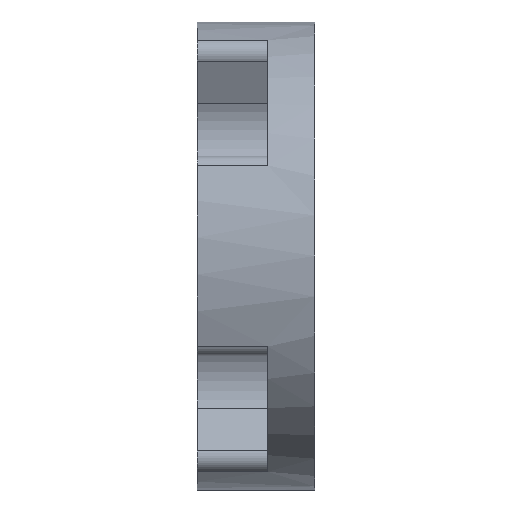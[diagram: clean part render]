
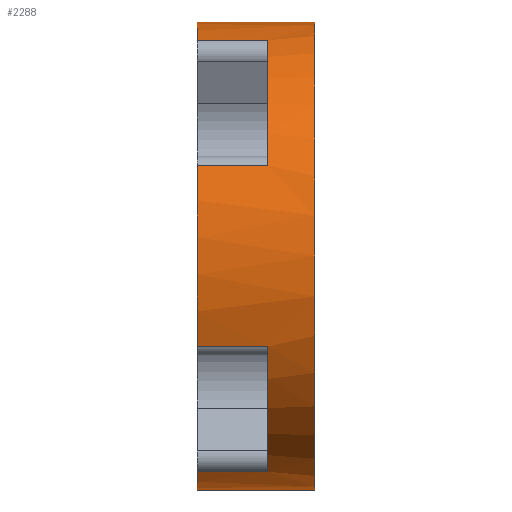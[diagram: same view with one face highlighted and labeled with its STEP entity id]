
A CAD part, left-side view. The second image highlights one B-rep face of the part: STEP entity #2288.
In plain terms, the highlighted cylindrical face has radius 12.696 mm (diameter 25.392 mm), a partial arc.
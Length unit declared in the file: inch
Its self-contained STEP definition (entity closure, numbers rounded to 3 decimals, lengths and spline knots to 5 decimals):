
#33 = CIRCLE ( 'NONE', #4316, 0.49985 ) ;
#126 = VERTEX_POINT ( 'NONE', #7329 ) ;
#545 = CARTESIAN_POINT ( 'NONE',  ( 0., 0.25, 0.49985 ) ) ;
#669 = CARTESIAN_POINT ( 'NONE',  ( 0., 0.25, 0. ) ) ;
#710 = AXIS2_PLACEMENT_3D ( 'NONE', #3309, #4272, #5303 ) ;
#966 = CARTESIAN_POINT ( 'NONE',  ( -0.46086, 0.25, 0.19354 ) ) ;
#967 = VERTEX_POINT ( 'NONE', #6229 ) ;
#1252 = DIRECTION ( 'NONE',  ( 1., 0., 0. ) ) ;
#1289 = CARTESIAN_POINT ( 'NONE',  ( -0.46086, 0.1, -0.19354 ) ) ;
#1327 = EDGE_CURVE ( 'NONE', #4344, #10692, #7199, .T. ) ;
#1450 = ORIENTED_EDGE ( 'NONE', *, *, #2594, .T. ) ;
#1541 = ORIENTED_EDGE ( 'NONE', *, *, #5099, .T. ) ;
#1779 = DIRECTION ( 'NONE',  ( 0., 0., 1. ) ) ;
#1796 = ORIENTED_EDGE ( 'NONE', *, *, #5991, .F. ) ;
#1850 = VECTOR ( 'NONE', #6789, 39.37008 ) ;
#1961 = VERTEX_POINT ( 'NONE', #9753 ) ;
#1987 = FACE_OUTER_BOUND ( 'NONE', #2835, .T. ) ;
#2043 = EDGE_CURVE ( 'NONE', #3928, #4693, #2609, .T. ) ;
#2051 = EDGE_CURVE ( 'NONE', #6886, #4693, #7299, .T. ) ;
#2119 = LINE ( 'NONE', #4056, #5657 ) ;
#2154 = CARTESIAN_POINT ( 'NONE',  ( -0.19354, 0.1, -0.46086 ) ) ;
#2192 = VERTEX_POINT ( 'NONE', #11039 ) ;
#2288 = ADVANCED_FACE ( 'NONE', ( #1987 ), #5247, .T. ) ;
#2317 = ORIENTED_EDGE ( 'NONE', *, *, #10444, .T. ) ;
#2369 = CARTESIAN_POINT ( 'NONE',  ( 0., 0.1, 0. ) ) ;
#2594 = EDGE_CURVE ( 'NONE', #4344, #1961, #5556, .T. ) ;
#2609 = LINE ( 'NONE', #10003, #4520 ) ;
#2708 = DIRECTION ( 'NONE',  ( 0., -1., 0. ) ) ;
#2835 = EDGE_LOOP ( 'NONE', ( #3934, #1796, #6162, #3489, #6066, #8748, #1541, #4760, #1450, #10545, #2317, #8132 ) ) ;
#3123 = AXIS2_PLACEMENT_3D ( 'NONE', #669, #11777, #5455 ) ;
#3309 = CARTESIAN_POINT ( 'NONE',  ( 0., 0.25, 0. ) ) ;
#3489 = ORIENTED_EDGE ( 'NONE', *, *, #9462, .F. ) ;
#3687 = DIRECTION ( 'NONE',  ( 0., 0., -1. ) ) ;
#3764 = EDGE_CURVE ( 'NONE', #11883, #8250, #11056, .T. ) ;
#3847 = VERTEX_POINT ( 'NONE', #4074 ) ;
#3928 = VERTEX_POINT ( 'NONE', #545 ) ;
#3934 = ORIENTED_EDGE ( 'NONE', *, *, #2043, .F. ) ;
#4009 = CIRCLE ( 'NONE', #3123, 0.49985 ) ;
#4054 = DIRECTION ( 'NONE',  ( 0., 1., 0. ) ) ;
#4056 = CARTESIAN_POINT ( 'NONE',  ( -0.46086, 0.25, -0.19354 ) ) ;
#4074 = CARTESIAN_POINT ( 'NONE',  ( -0.19354, 0.1, 0.46086 ) ) ;
#4094 = CARTESIAN_POINT ( 'NONE',  ( 0., 0.1, 0. ) ) ;
#4272 = DIRECTION ( 'NONE',  ( 0., 1., 0. ) ) ;
#4316 = AXIS2_PLACEMENT_3D ( 'NONE', #4094, #4953, #11446 ) ;
#4344 = VERTEX_POINT ( 'NONE', #2154 ) ;
#4520 = VECTOR ( 'NONE', #6181, 39.37008 ) ;
#4693 = VERTEX_POINT ( 'NONE', #9324 ) ;
#4759 = DIRECTION ( 'NONE',  ( 0., -1., 0. ) ) ;
#4760 = ORIENTED_EDGE ( 'NONE', *, *, #1327, .F. ) ;
#4947 = AXIS2_PLACEMENT_3D ( 'NONE', #2369, #4054, #1252 ) ;
#4953 = DIRECTION ( 'NONE',  ( 0., 1., 0. ) ) ;
#5099 = EDGE_CURVE ( 'NONE', #967, #10692, #2119, .T. ) ;
#5132 = LINE ( 'NONE', #6379, #6880 ) ;
#5247 = CYLINDRICAL_SURFACE ( 'NONE', #7953, 0.49985 ) ;
#5261 = DIRECTION ( 'NONE',  ( 0., 1., 0. ) ) ;
#5303 = DIRECTION ( 'NONE',  ( 0., 0., 1. ) ) ;
#5455 = DIRECTION ( 'NONE',  ( 0., 0., 1. ) ) ;
#5468 = EDGE_CURVE ( 'NONE', #2192, #3847, #5645, .T. ) ;
#5556 = LINE ( 'NONE', #7531, #1850 ) ;
#5645 = LINE ( 'NONE', #8330, #10030 ) ;
#5657 = VECTOR ( 'NONE', #6882, 39.37008 ) ;
#5821 = CIRCLE ( 'NONE', #710, 0.49985 ) ;
#5991 = EDGE_CURVE ( 'NONE', #2192, #3928, #5821, .T. ) ;
#6066 = ORIENTED_EDGE ( 'NONE', *, *, #3764, .T. ) ;
#6162 = ORIENTED_EDGE ( 'NONE', *, *, #5468, .T. ) ;
#6181 = DIRECTION ( 'NONE',  ( 0., -1., 0. ) ) ;
#6229 = CARTESIAN_POINT ( 'NONE',  ( -0.46086, 0.25, -0.19354 ) ) ;
#6379 = CARTESIAN_POINT ( 'NONE',  ( 0., 0.25, -0.49985 ) ) ;
#6522 = EDGE_CURVE ( 'NONE', #126, #1961, #7545, .T. ) ;
#6563 = CARTESIAN_POINT ( 'NONE',  ( -0.46086, 0.1, 0.19354 ) ) ;
#6789 = DIRECTION ( 'NONE',  ( 0., 1., 0. ) ) ;
#6880 = VECTOR ( 'NONE', #11085, 39.37008 ) ;
#6882 = DIRECTION ( 'NONE',  ( 0., -1., 0. ) ) ;
#6886 = VERTEX_POINT ( 'NONE', #6929 ) ;
#6929 = CARTESIAN_POINT ( 'NONE',  ( 0., 0., -0.49985 ) ) ;
#7199 = CIRCLE ( 'NONE', #4947, 0.49985 ) ;
#7299 = CIRCLE ( 'NONE', #10731, 0.49985 ) ;
#7329 = CARTESIAN_POINT ( 'NONE',  ( 0., 0.25, -0.49985 ) ) ;
#7531 = CARTESIAN_POINT ( 'NONE',  ( -0.19354, 0.25, -0.46086 ) ) ;
#7545 = CIRCLE ( 'NONE', #7860, 0.49985 ) ;
#7584 = DIRECTION ( 'NONE',  ( 0., 1., 0. ) ) ;
#7612 = EDGE_CURVE ( 'NONE', #967, #8250, #4009, .T. ) ;
#7689 = CARTESIAN_POINT ( 'NONE',  ( -0.46086, 0.25, 0.19354 ) ) ;
#7860 = AXIS2_PLACEMENT_3D ( 'NONE', #9280, #9316, #1779 ) ;
#7953 = AXIS2_PLACEMENT_3D ( 'NONE', #8376, #4759, #3687 ) ;
#8132 = ORIENTED_EDGE ( 'NONE', *, *, #2051, .T. ) ;
#8250 = VERTEX_POINT ( 'NONE', #7689 ) ;
#8330 = CARTESIAN_POINT ( 'NONE',  ( -0.19354, 0.25, 0.46086 ) ) ;
#8376 = CARTESIAN_POINT ( 'NONE',  ( 0., 0.25, 0. ) ) ;
#8748 = ORIENTED_EDGE ( 'NONE', *, *, #7612, .F. ) ;
#9018 = VECTOR ( 'NONE', #7584, 39.37008 ) ;
#9280 = CARTESIAN_POINT ( 'NONE',  ( 0., 0.25, 0. ) ) ;
#9316 = DIRECTION ( 'NONE',  ( 0., 1., 0. ) ) ;
#9324 = CARTESIAN_POINT ( 'NONE',  ( 0., 0., 0.49985 ) ) ;
#9462 = EDGE_CURVE ( 'NONE', #11883, #3847, #33, .T. ) ;
#9753 = CARTESIAN_POINT ( 'NONE',  ( -0.19354, 0.25, -0.46086 ) ) ;
#10003 = CARTESIAN_POINT ( 'NONE',  ( 0., 0.25, 0.49985 ) ) ;
#10030 = VECTOR ( 'NONE', #2708, 39.37008 ) ;
#10444 = EDGE_CURVE ( 'NONE', #126, #6886, #5132, .T. ) ;
#10545 = ORIENTED_EDGE ( 'NONE', *, *, #6522, .F. ) ;
#10692 = VERTEX_POINT ( 'NONE', #1289 ) ;
#10731 = AXIS2_PLACEMENT_3D ( 'NONE', #10831, #5261, #11764 ) ;
#10831 = CARTESIAN_POINT ( 'NONE',  ( 0., 0., 0. ) ) ;
#11039 = CARTESIAN_POINT ( 'NONE',  ( -0.19354, 0.25, 0.46086 ) ) ;
#11056 = LINE ( 'NONE', #966, #9018 ) ;
#11085 = DIRECTION ( 'NONE',  ( 0., -1., 0. ) ) ;
#11446 = DIRECTION ( 'NONE',  ( 0., 0., -1. ) ) ;
#11764 = DIRECTION ( 'NONE',  ( 0., 0., 1. ) ) ;
#11777 = DIRECTION ( 'NONE',  ( 0., 1., 0. ) ) ;
#11883 = VERTEX_POINT ( 'NONE', #6563 ) ;
